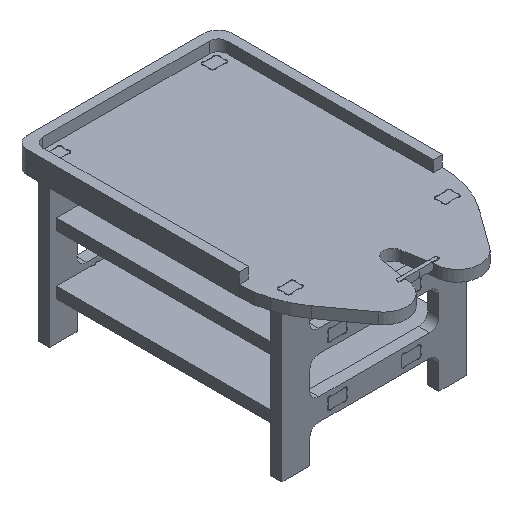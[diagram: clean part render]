
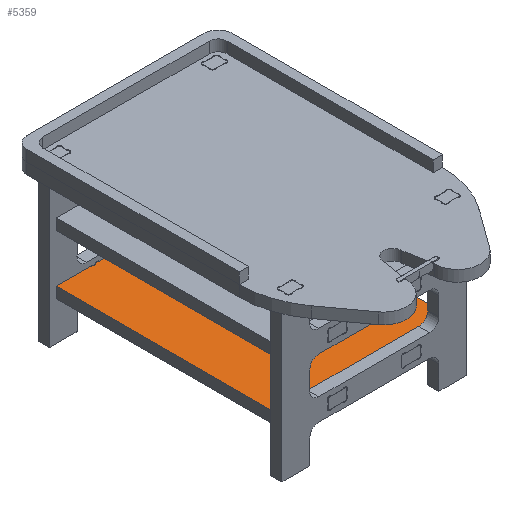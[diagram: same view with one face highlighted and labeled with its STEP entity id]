
A CAD part, isometric view. The second image highlights one B-rep face of the part: STEP entity #5359.
In plain terms, the highlighted planar face has unit normal (0, 0, 1).
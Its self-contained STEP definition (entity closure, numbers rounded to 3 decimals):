
#194=CIRCLE('',#5778,3.);
#196=CIRCLE('',#5781,3.);
#198=CIRCLE('',#5784,3.);
#200=CIRCLE('',#5787,3.);
#202=CIRCLE('',#5790,3.);
#204=CIRCLE('',#5793,3.);
#206=CIRCLE('',#5796,3.);
#208=CIRCLE('',#5799,3.);
#544=FACE_OUTER_BOUND('',#840,.T.);
#840=EDGE_LOOP('',(#4361,#4362,#4363,#4364,#4365,#4366,#4367,#4368,#4369,
#4370,#4371,#4372,#4373,#4374,#4375,#4376,#4377,#4378,#4379,#4380,#4381,
#4382,#4383,#4384,#4385,#4386,#4387,#4388));
#1273=LINE('',#8462,#1861);
#1274=LINE('',#8465,#1862);
#1277=LINE('',#8471,#1865);
#1282=LINE('',#8480,#1870);
#1285=LINE('',#8486,#1873);
#1287=LINE('',#8489,#1875);
#1288=LINE('',#8492,#1876);
#1292=LINE('',#8498,#1880);
#1293=LINE('',#8501,#1881);
#1297=LINE('',#8507,#1885);
#1300=LINE('',#8513,#1888);
#1303=LINE('',#8519,#1891);
#1304=LINE('',#8521,#1892);
#1308=LINE('',#8528,#1896);
#1309=LINE('',#8531,#1897);
#1312=LINE('',#8536,#1900);
#1314=LINE('',#8539,#1902);
#1316=LINE('',#8542,#1904);
#1317=LINE('',#8544,#1905);
#1318=LINE('',#8545,#1906);
#1861=VECTOR('',#6880,10.);
#1862=VECTOR('',#6883,10.);
#1865=VECTOR('',#6888,10.);
#1870=VECTOR('',#6895,10.);
#1873=VECTOR('',#6900,10.);
#1875=VECTOR('',#6904,10.);
#1876=VECTOR('',#6907,10.);
#1880=VECTOR('',#6913,10.);
#1881=VECTOR('',#6916,10.);
#1885=VECTOR('',#6922,10.);
#1888=VECTOR('',#6927,10.);
#1891=VECTOR('',#6932,10.);
#1892=VECTOR('',#6935,10.);
#1896=VECTOR('',#6941,10.);
#1897=VECTOR('',#6944,10.);
#1900=VECTOR('',#6949,10.);
#1902=VECTOR('',#6953,10.);
#1904=VECTOR('',#6957,10.);
#1905=VECTOR('',#6958,10.);
#1906=VECTOR('',#6959,10.);
#2407=VERTEX_POINT('',#8386);
#2408=VERTEX_POINT('',#8387);
#2411=VERTEX_POINT('',#8395);
#2412=VERTEX_POINT('',#8396);
#2415=VERTEX_POINT('',#8404);
#2416=VERTEX_POINT('',#8405);
#2419=VERTEX_POINT('',#8413);
#2420=VERTEX_POINT('',#8414);
#2423=VERTEX_POINT('',#8422);
#2424=VERTEX_POINT('',#8423);
#2427=VERTEX_POINT('',#8431);
#2428=VERTEX_POINT('',#8432);
#2431=VERTEX_POINT('',#8440);
#2432=VERTEX_POINT('',#8441);
#2435=VERTEX_POINT('',#8449);
#2436=VERTEX_POINT('',#8450);
#2440=VERTEX_POINT('',#8460);
#2441=VERTEX_POINT('',#8464);
#2443=VERTEX_POINT('',#8470);
#2446=VERTEX_POINT('',#8478);
#2448=VERTEX_POINT('',#8484);
#2449=VERTEX_POINT('',#8491);
#2451=VERTEX_POINT('',#8500);
#2454=VERTEX_POINT('',#8511);
#2456=VERTEX_POINT('',#8517);
#2458=VERTEX_POINT('',#8526);
#2459=VERTEX_POINT('',#8530);
#2461=VERTEX_POINT('',#8543);
#3067=EDGE_CURVE('',#2407,#2408,#194,.T.);
#3071=EDGE_CURVE('',#2411,#2412,#196,.T.);
#3075=EDGE_CURVE('',#2415,#2416,#198,.T.);
#3079=EDGE_CURVE('',#2419,#2420,#200,.T.);
#3083=EDGE_CURVE('',#2423,#2424,#202,.T.);
#3087=EDGE_CURVE('',#2427,#2428,#204,.T.);
#3091=EDGE_CURVE('',#2431,#2432,#206,.T.);
#3095=EDGE_CURVE('',#2435,#2436,#208,.T.);
#3101=EDGE_CURVE('',#2440,#2408,#1273,.T.);
#3102=EDGE_CURVE('',#2407,#2441,#1274,.T.);
#3105=EDGE_CURVE('',#2423,#2443,#1277,.T.);
#3110=EDGE_CURVE('',#2428,#2446,#1282,.T.);
#3113=EDGE_CURVE('',#2432,#2448,#1285,.T.);
#3115=EDGE_CURVE('',#2443,#2446,#1287,.T.);
#3116=EDGE_CURVE('',#2427,#2449,#1288,.T.);
#3120=EDGE_CURVE('',#2431,#2424,#1292,.T.);
#3121=EDGE_CURVE('',#2435,#2451,#1293,.T.);
#3125=EDGE_CURVE('',#2451,#2448,#1297,.T.);
#3128=EDGE_CURVE('',#2454,#2436,#1300,.T.);
#3131=EDGE_CURVE('',#2412,#2456,#1303,.T.);
#3132=EDGE_CURVE('',#2441,#2456,#1304,.T.);
#3136=EDGE_CURVE('',#2420,#2458,#1308,.T.);
#3137=EDGE_CURVE('',#2415,#2459,#1309,.T.);
#3140=EDGE_CURVE('',#2459,#2458,#1312,.T.);
#3142=EDGE_CURVE('',#2411,#2416,#1314,.T.);
#3144=EDGE_CURVE('',#2440,#2449,#1316,.T.);
#3145=EDGE_CURVE('',#2461,#2454,#1317,.T.);
#3146=EDGE_CURVE('',#2419,#2461,#1318,.T.);
#4361=ORIENTED_EDGE('',*,*,#3067,.T.);
#4362=ORIENTED_EDGE('',*,*,#3101,.F.);
#4363=ORIENTED_EDGE('',*,*,#3144,.T.);
#4364=ORIENTED_EDGE('',*,*,#3116,.F.);
#4365=ORIENTED_EDGE('',*,*,#3087,.T.);
#4366=ORIENTED_EDGE('',*,*,#3110,.T.);
#4367=ORIENTED_EDGE('',*,*,#3115,.F.);
#4368=ORIENTED_EDGE('',*,*,#3105,.F.);
#4369=ORIENTED_EDGE('',*,*,#3083,.T.);
#4370=ORIENTED_EDGE('',*,*,#3120,.F.);
#4371=ORIENTED_EDGE('',*,*,#3091,.T.);
#4372=ORIENTED_EDGE('',*,*,#3113,.T.);
#4373=ORIENTED_EDGE('',*,*,#3125,.F.);
#4374=ORIENTED_EDGE('',*,*,#3121,.F.);
#4375=ORIENTED_EDGE('',*,*,#3095,.T.);
#4376=ORIENTED_EDGE('',*,*,#3128,.F.);
#4377=ORIENTED_EDGE('',*,*,#3145,.F.);
#4378=ORIENTED_EDGE('',*,*,#3146,.F.);
#4379=ORIENTED_EDGE('',*,*,#3079,.T.);
#4380=ORIENTED_EDGE('',*,*,#3136,.T.);
#4381=ORIENTED_EDGE('',*,*,#3140,.F.);
#4382=ORIENTED_EDGE('',*,*,#3137,.F.);
#4383=ORIENTED_EDGE('',*,*,#3075,.T.);
#4384=ORIENTED_EDGE('',*,*,#3142,.F.);
#4385=ORIENTED_EDGE('',*,*,#3071,.T.);
#4386=ORIENTED_EDGE('',*,*,#3131,.T.);
#4387=ORIENTED_EDGE('',*,*,#3132,.F.);
#4388=ORIENTED_EDGE('',*,*,#3102,.F.);
#5118=PLANE('',#5818);
#5359=ADVANCED_FACE('',(#544),#5118,.T.);
#5778=AXIS2_PLACEMENT_3D('',#8388,#6814,#6815);
#5781=AXIS2_PLACEMENT_3D('',#8397,#6822,#6823);
#5784=AXIS2_PLACEMENT_3D('',#8406,#6830,#6831);
#5787=AXIS2_PLACEMENT_3D('',#8415,#6838,#6839);
#5790=AXIS2_PLACEMENT_3D('',#8424,#6846,#6847);
#5793=AXIS2_PLACEMENT_3D('',#8433,#6854,#6855);
#5796=AXIS2_PLACEMENT_3D('',#8442,#6862,#6863);
#5799=AXIS2_PLACEMENT_3D('',#8451,#6870,#6871);
#5818=AXIS2_PLACEMENT_3D('',#8541,#6955,#6956);
#6814=DIRECTION('center_axis',(0.,0.,-1.));
#6815=DIRECTION('ref_axis',(-1.,0.,0.));
#6822=DIRECTION('center_axis',(0.,0.,-1.));
#6823=DIRECTION('ref_axis',(-1.,0.,0.));
#6830=DIRECTION('center_axis',(0.,0.,-1.));
#6831=DIRECTION('ref_axis',(-1.,0.,0.));
#6838=DIRECTION('center_axis',(0.,0.,-1.));
#6839=DIRECTION('ref_axis',(-1.,0.,0.));
#6846=DIRECTION('center_axis',(0.,0.,-1.));
#6847=DIRECTION('ref_axis',(-1.,0.,0.));
#6854=DIRECTION('center_axis',(0.,0.,-1.));
#6855=DIRECTION('ref_axis',(-1.,0.,0.));
#6862=DIRECTION('center_axis',(0.,0.,-1.));
#6863=DIRECTION('ref_axis',(-1.,0.,0.));
#6870=DIRECTION('center_axis',(0.,0.,-1.));
#6871=DIRECTION('ref_axis',(-1.,0.,0.));
#6880=DIRECTION('',(-1.,0.,0.));
#6883=DIRECTION('',(0.,-1.,0.));
#6888=DIRECTION('',(0.,1.,0.));
#6895=DIRECTION('',(0.,1.,0.));
#6900=DIRECTION('',(0.,1.,0.));
#6904=DIRECTION('',(1.,0.,0.));
#6907=DIRECTION('',(1.,0.,0.));
#6913=DIRECTION('',(1.,0.,0.));
#6916=DIRECTION('',(0.,1.,0.));
#6922=DIRECTION('',(1.,0.,0.));
#6927=DIRECTION('',(1.,0.,0.));
#6932=DIRECTION('',(0.,-1.,0.));
#6935=DIRECTION('',(-1.,0.,0.));
#6941=DIRECTION('',(0.,-1.,0.));
#6944=DIRECTION('',(0.,-1.,0.));
#6949=DIRECTION('',(-1.,0.,0.));
#6953=DIRECTION('',(-1.,0.,0.));
#6955=DIRECTION('center_axis',(0.,0.,1.));
#6956=DIRECTION('ref_axis',(1.,0.,0.));
#6957=DIRECTION('',(0.,1.,0.));
#6958=DIRECTION('',(0.,1.,0.));
#6959=DIRECTION('',(-1.,0.,0.));
#8386=CARTESIAN_POINT('',(50.,-4.243,54.));
#8387=CARTESIAN_POINT('',(54.243,0.,54.));
#8388=CARTESIAN_POINT('Origin',(52.121,-2.121,54.));
#8395=CARTESIAN_POINT('',(25.757,0.,54.));
#8396=CARTESIAN_POINT('',(30.,-4.243,54.));
#8397=CARTESIAN_POINT('Origin',(27.879,-2.121,54.));
#8404=CARTESIAN_POINT('',(-30.,-4.243,54.));
#8405=CARTESIAN_POINT('',(-25.757,0.,54.));
#8406=CARTESIAN_POINT('Origin',(-27.879,-2.121,54.));
#8413=CARTESIAN_POINT('',(-54.243,0.,54.));
#8414=CARTESIAN_POINT('',(-50.,-4.243,54.));
#8415=CARTESIAN_POINT('Origin',(-52.121,-2.121,54.));
#8422=CARTESIAN_POINT('',(30.,244.243,54.));
#8423=CARTESIAN_POINT('',(25.757,240.,54.));
#8424=CARTESIAN_POINT('Origin',(27.879,242.121,54.));
#8431=CARTESIAN_POINT('',(54.243,240.,54.));
#8432=CARTESIAN_POINT('',(50.,244.243,54.));
#8433=CARTESIAN_POINT('Origin',(52.121,242.121,54.));
#8440=CARTESIAN_POINT('',(-25.757,240.,54.));
#8441=CARTESIAN_POINT('',(-30.,244.243,54.));
#8442=CARTESIAN_POINT('Origin',(-27.879,242.121,54.));
#8449=CARTESIAN_POINT('',(-50.,244.243,54.));
#8450=CARTESIAN_POINT('',(-54.243,240.,54.));
#8451=CARTESIAN_POINT('Origin',(-52.121,242.121,54.));
#8460=CARTESIAN_POINT('',(92.5,0.,54.));
#8462=CARTESIAN_POINT('',(92.5,0.,54.));
#8464=CARTESIAN_POINT('',(50.,-12.,54.));
#8465=CARTESIAN_POINT('',(50.,0.,54.));
#8470=CARTESIAN_POINT('',(30.,252.,54.));
#8471=CARTESIAN_POINT('',(30.,240.,54.));
#8478=CARTESIAN_POINT('',(50.,252.,54.));
#8480=CARTESIAN_POINT('',(50.,240.,54.));
#8484=CARTESIAN_POINT('',(-30.,252.,54.));
#8486=CARTESIAN_POINT('',(-30.,240.,54.));
#8489=CARTESIAN_POINT('',(50.,252.,54.));
#8491=CARTESIAN_POINT('',(92.5,240.,54.));
#8492=CARTESIAN_POINT('',(92.5,240.,54.));
#8498=CARTESIAN_POINT('',(92.5,240.,54.));
#8500=CARTESIAN_POINT('',(-50.,252.,54.));
#8501=CARTESIAN_POINT('',(-50.,240.,54.));
#8507=CARTESIAN_POINT('',(-30.,252.,54.));
#8511=CARTESIAN_POINT('',(-92.5,240.,54.));
#8513=CARTESIAN_POINT('',(92.5,240.,54.));
#8517=CARTESIAN_POINT('',(30.,-12.,54.));
#8519=CARTESIAN_POINT('',(30.,0.,54.));
#8521=CARTESIAN_POINT('',(92.5,-12.,54.));
#8526=CARTESIAN_POINT('',(-50.,-12.,54.));
#8528=CARTESIAN_POINT('',(-50.,0.,54.));
#8530=CARTESIAN_POINT('',(-30.,-12.,54.));
#8531=CARTESIAN_POINT('',(-30.,0.,54.));
#8536=CARTESIAN_POINT('',(-50.,-12.,54.));
#8539=CARTESIAN_POINT('',(92.5,0.,54.));
#8541=CARTESIAN_POINT('Origin',(-92.5,0.,54.));
#8542=CARTESIAN_POINT('',(92.5,0.,54.));
#8543=CARTESIAN_POINT('',(-92.5,0.,54.));
#8544=CARTESIAN_POINT('',(-92.5,0.,54.));
#8545=CARTESIAN_POINT('',(92.5,0.,54.));
